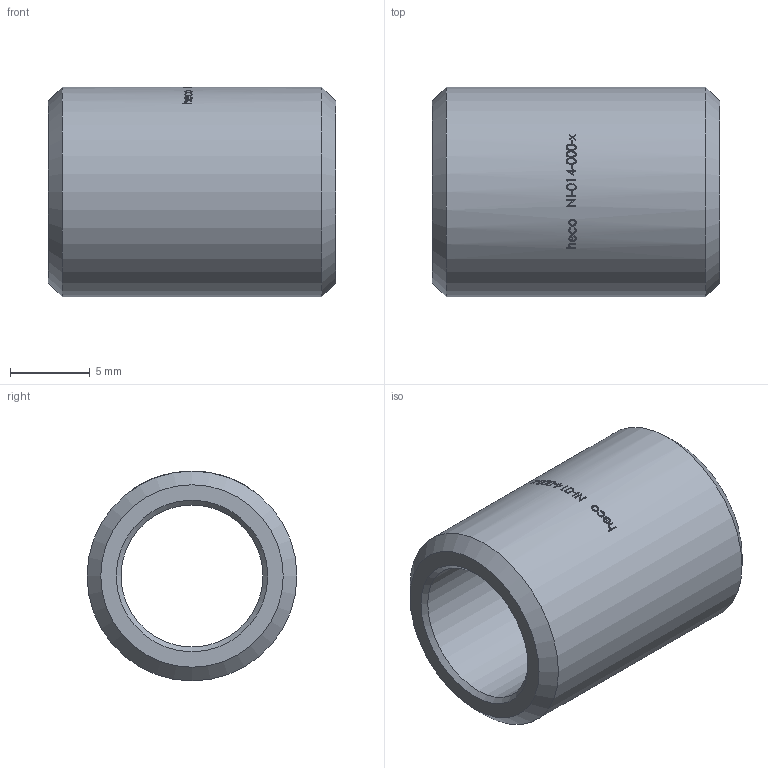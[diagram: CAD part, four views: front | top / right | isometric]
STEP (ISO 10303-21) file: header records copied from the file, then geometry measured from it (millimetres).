
FILE_DESCRIPTION (( 'STEP AP214' ), '1' );
FILE_NAME ('NI-014-000-x Rohrnippel heco 1805.STEP', '2019-11-11T08:22:28', ( '' ), ( '' ), 'SwSTEP 2.0', 'SolidWorks 2016', '' );
FILE_SCHEMA (( 'AUTOMOTIVE_DESIGN' ));
Length unit declared in the file: millimetre
Products named in the file (1): NI-014-000-x Rohrnippel heco 1805
Bounding box: 18 x 13.16 x 13.16 mm (x, y, z)
Volume: 1296.7 mm3; surface area: 1343.2 mm2
Topology: 1 solids, 1 shells, 172 faces, 441 edges, 293 vertices
Faces by surface type: bspline 87, plane 56, cylinder 25, cone 4
Full cylindrical faces by diameter (mm): 8.9 x1, 13.16 x1
Entity records: 10426 total; most frequent: CARTESIAN_POINT 5235, ORIENTED_EDGE 862, EDGE_CURVE 431, DIRECTION 397, VERTEX_POINT 290, B_SPLINE_CURVE_WITH_KNOTS 274, EDGE_LOOP 203, FACE_OUTER_BOUND 174
